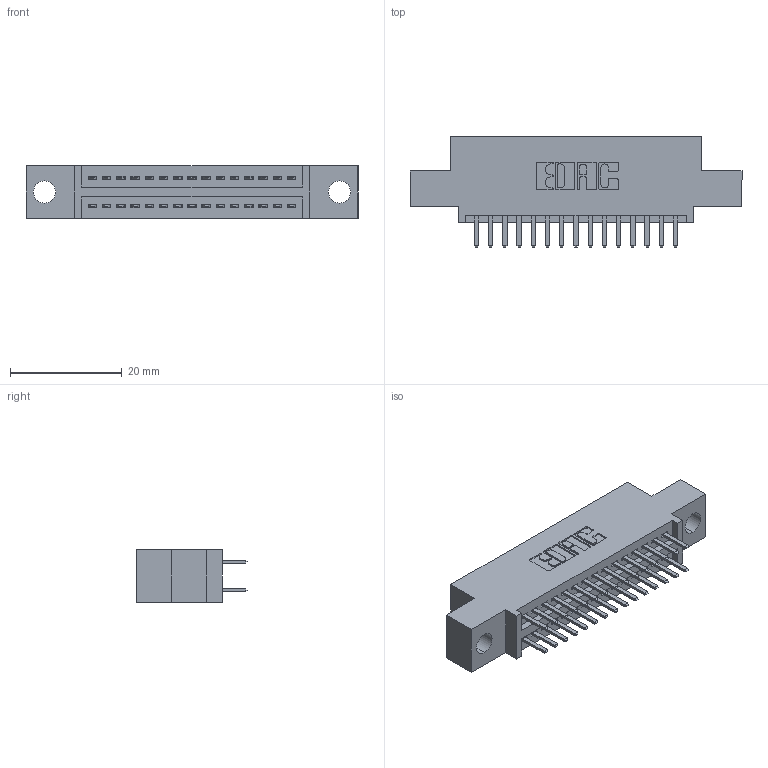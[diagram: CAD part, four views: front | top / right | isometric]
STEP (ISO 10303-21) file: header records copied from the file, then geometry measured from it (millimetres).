
FILE_DESCRIPTION (( 'STEP AP203' ), '1' );
FILE_NAME ('345-030-520-504.STEP', '2021-05-19T23:17:01', ( '' ), ( '' ), 'SwSTEP 2.0', 'SolidWorks 2020', '' );
FILE_SCHEMA (( 'CONFIG_CONTROL_DESIGN' ));
Length unit declared in the file: inch
Products named in the file (3): 345-292-001_345-293-120; 345-030-520-504; 345 Part_0.110 Offset - 0.156 Dia-TI
Assembly tree (31 placements, depth 2):
  345-030-520-504
    345 Part_0.110 Offset - 0.156 Dia-TI
    345-292-001_345-293-120  x30
Bounding box: 59.31 x 19.68 x 9.4 mm (x, y, z)
Volume: 5318.2 mm3; surface area: 7254.7 mm2
Topology: 31 solids, 31 shells, 1764 faces, 5099 edges, 3318 vertices
Faces by surface type: plane 1148, cylinder 616
Entity records: 16069 total; most frequent: CARTESIAN_POINT 2738, ORIENTED_EDGE 2658, DIRECTION 2433, EDGE_CURVE 1329, LINE 1133, VECTOR 1133, VERTEX_POINT 882, AXIS2_PLACEMENT_3D 650
